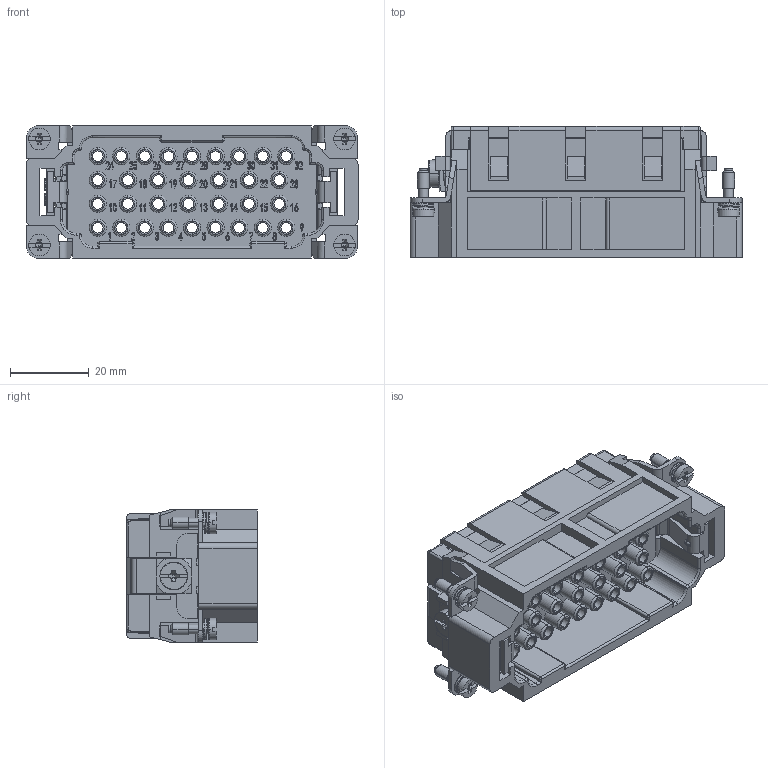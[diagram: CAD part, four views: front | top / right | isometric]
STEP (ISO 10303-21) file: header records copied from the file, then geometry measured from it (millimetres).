
FILE_DESCRIPTION (( 'STEP AP203' ), '1' );
FILE_NAME ('290233032.step', '2025-02-12T17:43:00', ( '' ), ( '' ), 'SwSTEP 2.0', 'SolidWorks 2024', '' );
FILE_SCHEMA (( 'CONFIG_CONTROL_DESIGN' ));
Length unit declared in the file: inch
Products named in the file (1): 290233032
Bounding box: 84.5 x 33.3 x 33.8 mm (x, y, z)
Volume: 34318.8 mm3; surface area: 44933.4 mm2
Topology: 14 solids, 14 shells, 3013 faces, 8004 edges, 5223 vertices
Faces by surface type: plane 1583, cylinder 761, bspline 555, cone 114
Entity records: 135986 total; most frequent: CARTESIAN_POINT 64107, ORIENTED_EDGE 15984, DIRECTION 13184, EDGE_CURVE 7992, VERTEX_POINT 5223, LINE 4978, VECTOR 4978, AXIS2_PLACEMENT_3D 4103
